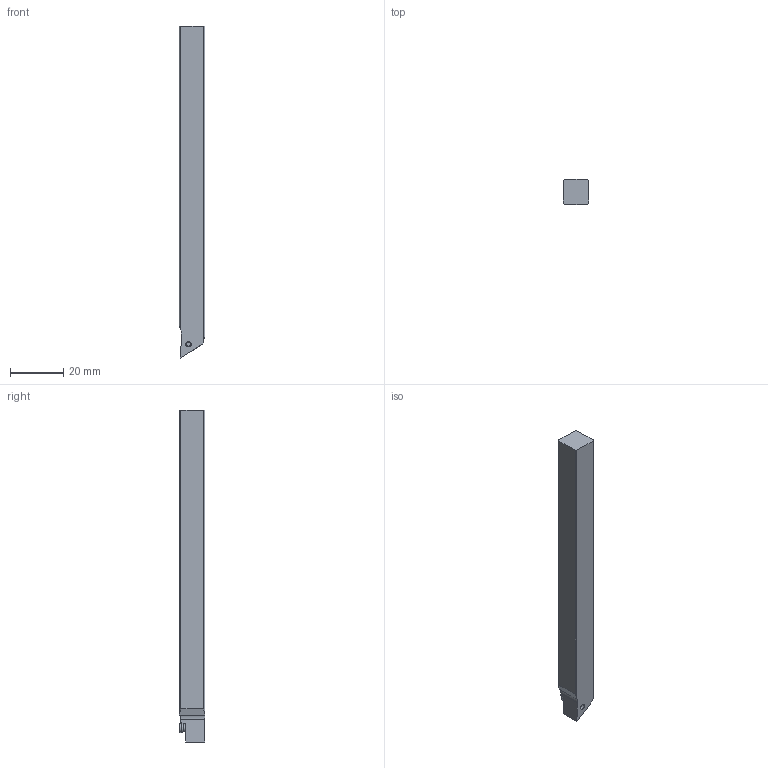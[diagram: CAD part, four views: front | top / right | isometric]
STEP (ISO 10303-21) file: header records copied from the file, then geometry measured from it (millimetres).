
FILE_DESCRIPTION(/* description */ (''),/* implementation_level */ '2;1');
FILE_NAME(/* name */ 'SDJCR-062SM.stp',/* time_stamp */ '2021-12-22T09:38:32+09:00',/* author */ (''),/* organization */ (''),/* preprocessor_version */ 'ST-DEVELOPER v16',/* originating_system */ 'SIEMENS PLM Software NX 10.0',/* authorisation */ '');
FILE_SCHEMA (('AUTOMOTIVE_DESIGN { 1 0 10303 214 3 1 1 1 }'));
Length unit declared in the file: millimetre
Products named in the file (1): SDJCR-062SM_ASM
Bounding box: 9.53 x 9.66 x 124.44 mm (x, y, z)
Volume: 10790.8 mm3; surface area: 4785.5 mm2
Topology: 2 solids, 2 shells, 58 faces, 162 edges, 110 vertices
Faces by surface type: plane 24, cylinder 22, cone 8, torus 2, bspline 2
Entity records: 2210 total; most frequent: CARTESIAN_POINT 593, DIRECTION 328, ORIENTED_EDGE 320, EDGE_CURVE 160, AXIS2_PLACEMENT_3D 120, VERTEX_POINT 107, LINE 88, VECTOR 88
